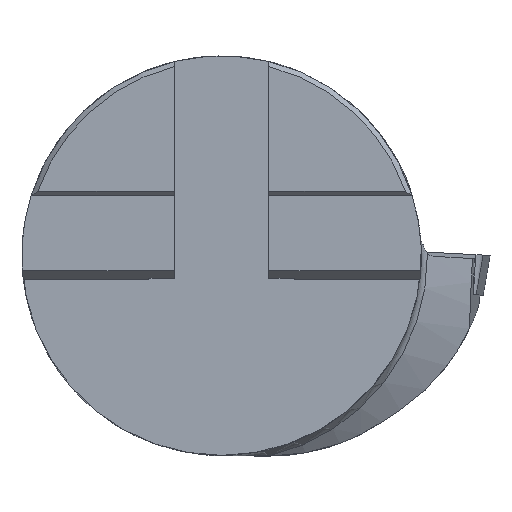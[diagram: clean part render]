
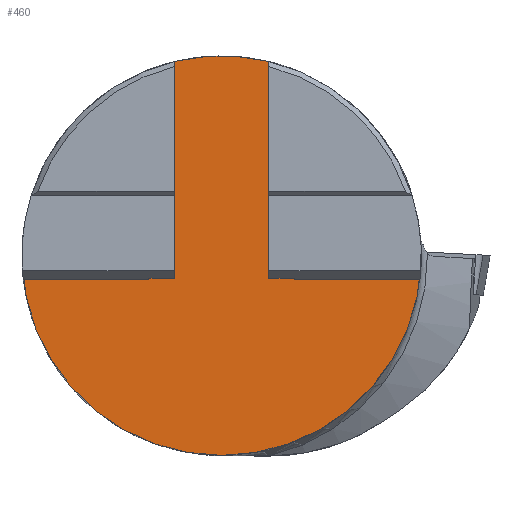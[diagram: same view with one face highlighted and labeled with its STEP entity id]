
A CAD part, top view. The second image highlights one B-rep face of the part: STEP entity #460.
In plain terms, the highlighted planar face has unit normal (0, 0, 1).
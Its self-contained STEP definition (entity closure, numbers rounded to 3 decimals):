
#291=LINE('',#2668,#379);
#292=LINE('',#2670,#380);
#299=LINE('',#2684,#387);
#300=LINE('',#2686,#388);
#379=VECTOR('',#2006,1.);
#380=VECTOR('',#2009,1.);
#387=VECTOR('',#2024,1.);
#388=VECTOR('',#2027,1.);
#460=ADVANCED_FACE('',(#582),#519,.F.);
#519=PLANE('',#1688);
#582=FACE_OUTER_BOUND('',#654,.T.);
#654=EDGE_LOOP('',(#958,#959,#960,#961,#962,#963));
#958=ORIENTED_EDGE('',*,*,#1418,.F.);
#959=ORIENTED_EDGE('',*,*,#1313,.T.);
#960=ORIENTED_EDGE('',*,*,#1417,.F.);
#961=ORIENTED_EDGE('',*,*,#1410,.F.);
#962=ORIENTED_EDGE('',*,*,#1307,.T.);
#963=ORIENTED_EDGE('',*,*,#1409,.T.);
#1156=VERTEX_POINT('',#2300);
#1157=VERTEX_POINT('',#2302);
#1161=VERTEX_POINT('',#2311);
#1162=VERTEX_POINT('',#2313);
#1222=VERTEX_POINT('',#2667);
#1223=VERTEX_POINT('',#2671);
#1307=EDGE_CURVE('',#1157,#1156,#1470,.T.);
#1313=EDGE_CURVE('',#1162,#1161,#1473,.T.);
#1409=EDGE_CURVE('',#1156,#1222,#291,.T.);
#1410=EDGE_CURVE('',#1157,#1223,#292,.T.);
#1417=EDGE_CURVE('',#1223,#1161,#299,.T.);
#1418=EDGE_CURVE('',#1162,#1222,#300,.T.);
#1470=CIRCLE('',#1609,20.);
#1473=CIRCLE('',#1614,20.);
#1609=AXIS2_PLACEMENT_3D('',#2301,#1835,#1836);
#1614=AXIS2_PLACEMENT_3D('',#2312,#1846,#1847);
#1688=AXIS2_PLACEMENT_3D('',#2687,#2028,#2029);
#1835=DIRECTION('',(0.,0.,1.));
#1836=DIRECTION('',(1.,0.,0.));
#1846=DIRECTION('',(0.,0.,1.));
#1847=DIRECTION('',(1.,0.,0.));
#2006=DIRECTION('',(0.,-1.,0.));
#2009=DIRECTION('',(0.,-1.,0.));
#2024=DIRECTION('',(1.,0.,0.));
#2027=DIRECTION('',(1.,0.,0.));
#2028=DIRECTION('',(0.,0.,-1.));
#2029=DIRECTION('',(1.,0.,0.));
#2300=CARTESIAN_POINT('',(-7.275,18.63,-4.7));
#2301=CARTESIAN_POINT('',(0.,0.,-4.7));
#2302=CARTESIAN_POINT('',(7.275,18.63,-4.7));
#2311=CARTESIAN_POINT('',(19.987,-0.73,-4.7));
#2312=CARTESIAN_POINT('',(0.,0.,-4.7));
#2313=CARTESIAN_POINT('',(-19.987,-0.73,-4.7));
#2667=CARTESIAN_POINT('',(-7.275,-0.73,-4.7));
#2668=CARTESIAN_POINT('',(-7.275,25.,-4.7));
#2670=CARTESIAN_POINT('',(7.275,25.,-4.7));
#2671=CARTESIAN_POINT('',(7.275,-0.73,-4.7));
#2684=CARTESIAN_POINT('',(-23.629,-0.73,-4.7));
#2686=CARTESIAN_POINT('',(-23.629,-0.73,-4.7));
#2687=CARTESIAN_POINT('',(7.275,25.,-4.7));
